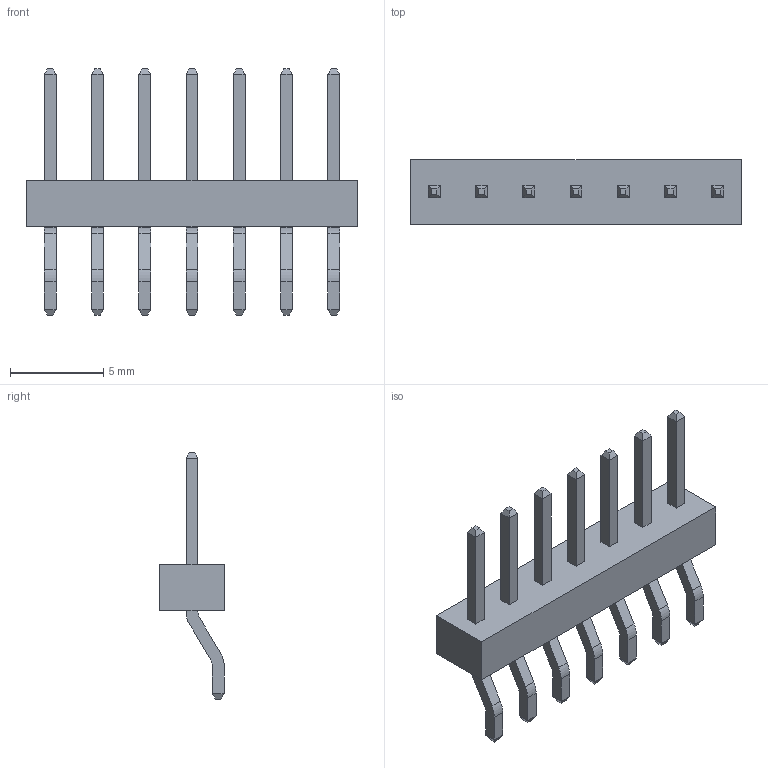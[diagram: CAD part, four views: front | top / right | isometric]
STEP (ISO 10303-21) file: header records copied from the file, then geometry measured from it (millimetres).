
FILE_DESCRIPTION((''),'2;1');
FILE_NAME('M20-890_ASM','2009-11-13T',('WBOURNE'),(''),'PRO/ENGINEER BY PARAMETRIC TECHNOLOGY CORPORATION, 2008490','PRO/ENGINEER BY PARAMETRIC TECHNOLOGY CORPORATION, 2008490','');
FILE_SCHEMA(('CONFIG_CONTROL_DESIGN'));
Length unit declared in the file: millimetre
Products named in the file (3): M20-890_MOULD; M20-890_PIN; M20-890_ASM
Assembly tree (8 placements, depth 2):
  M20-890_ASM
    M20-890_MOULD
    M20-890_PIN  x7
Bounding box: 17.78 x 3.46 x 13.24 mm (x, y, z)
Volume: 184.9 mm3; surface area: 511.5 mm2
Topology: 8 solids, 8 shells, 188 faces, 460 edges, 288 vertices
Faces by surface type: plane 160, cylinder 28
Entity records: 1860 total; most frequent: CARTESIAN_POINT 311, ORIENTED_EDGE 296, DIRECTION 290, EDGE_CURVE 148, VECTOR 140, LINE 140, VERTEX_POINT 96, AXIS2_PLACEMENT_3D 75
